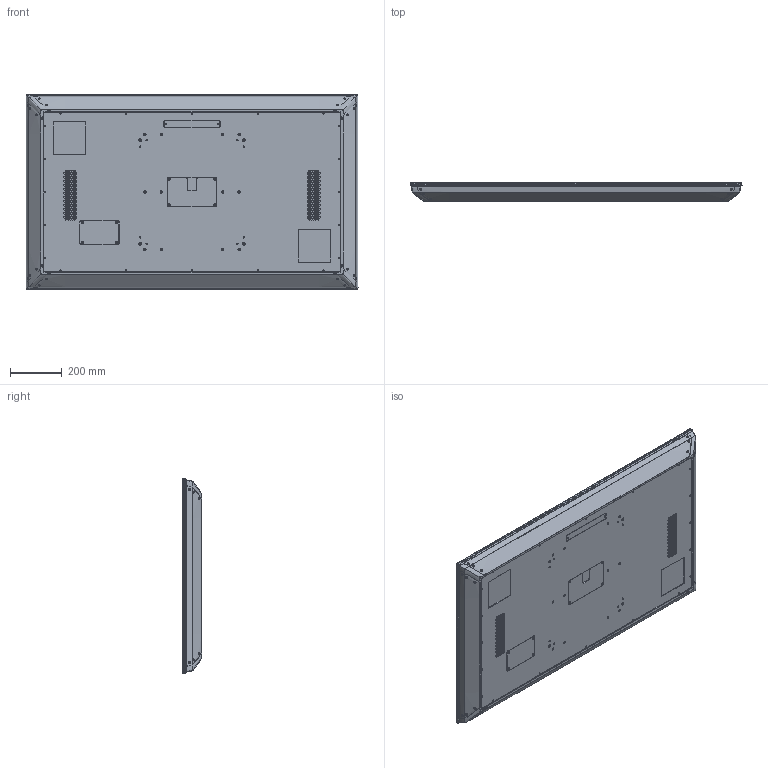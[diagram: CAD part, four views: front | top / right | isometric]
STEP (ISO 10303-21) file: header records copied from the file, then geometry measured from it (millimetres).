
FILE_DESCRIPTION (( 'STEP AP214' ), '1' );
FILE_NAME ('55 Presenter.STEP', '2020-09-14T16:04:21', ( '' ), ( '' ), 'SwSTEP 2.0', 'SolidWorks 2019', '' );
FILE_SCHEMA (( 'AUTOMOTIVE_DESIGN' ));
Length unit declared in the file: inch
Products named in the file (3): 55 Presenter
Assembly tree (1 placements, depth 2):
  55 Presenter
  55 Presenter
    55 Presenter
Bounding box: 1282.34 x 74.86 x 752.34 mm (x, y, z)
Volume: 64388813.4 mm3; surface area: 2207867.9 mm2
Topology: 1 solids, 1 shells, 3190 faces, 8070 edges, 5274 vertices
Faces by surface type: plane 2374, bspline 392, cylinder 320, cone 104
Entity records: 179586 total; most frequent: CARTESIAN_POINT 105306, ORIENTED_EDGE 16140, DIRECTION 13382, EDGE_CURVE 8070, LINE 6192, VECTOR 6192, VERTEX_POINT 5274, AXIS2_PLACEMENT_3D 3595
